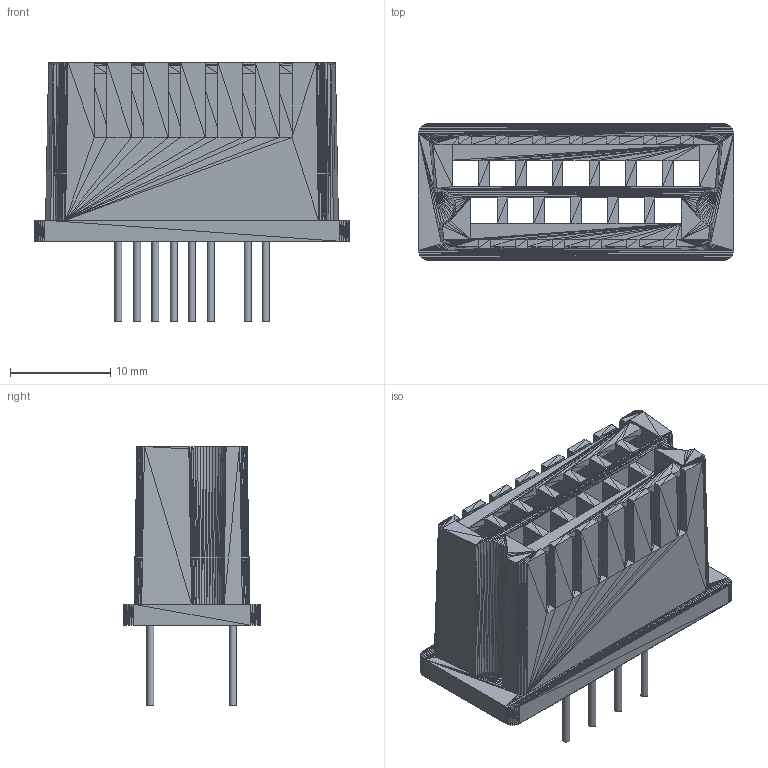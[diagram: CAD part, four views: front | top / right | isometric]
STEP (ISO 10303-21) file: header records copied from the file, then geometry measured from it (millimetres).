
FILE_DESCRIPTION(('FreeCAD Model'),'2;1');
FILE_NAME('SIO_vertical_used_only.step','2020-06-26T19:00:58',('Author'),(''), 'Open CASCADE STEP processor 7.4','FreeCAD','Unknown');
FILE_SCHEMA(('AUTOMOTIVE_DESIGN { 1 0 10303 214 1 1 1 1 }'));
Length unit declared in the file: millimetre
Products named in the file (1): Atari_SIO2_plug001_sp
Bounding box: 31.44 x 13.62 x 25.82 mm (x, y, z)
Volume: 55.4 mm3; surface area: 5605.9 mm2
Topology: 8 solids, 11 shells, 1454 faces, 2170 edges, 683 vertices
Faces by surface type: plane 1446, cylinder 8
Full cylindrical faces by diameter (mm): 0.7 x8
Entity records: 39620 total; most frequent: DIRECTION 5267, ORIENTED_EDGE 4670, CARTESIAN_POINT 4530, EDGE_CURVE 2341, LINE 2325, VECTOR 2325, AXIS2_PLACEMENT_3D 1471, ADVANCED_FACE 1454
